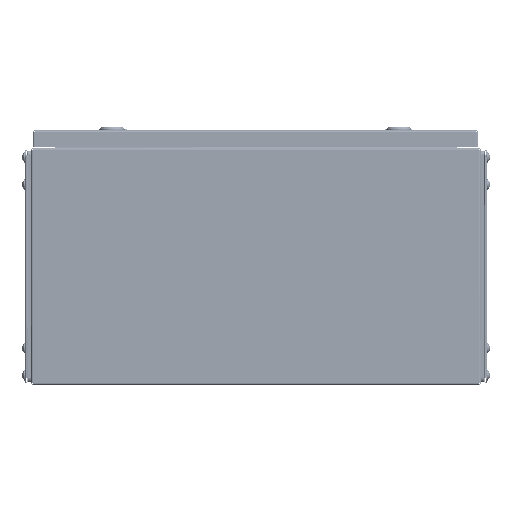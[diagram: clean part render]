
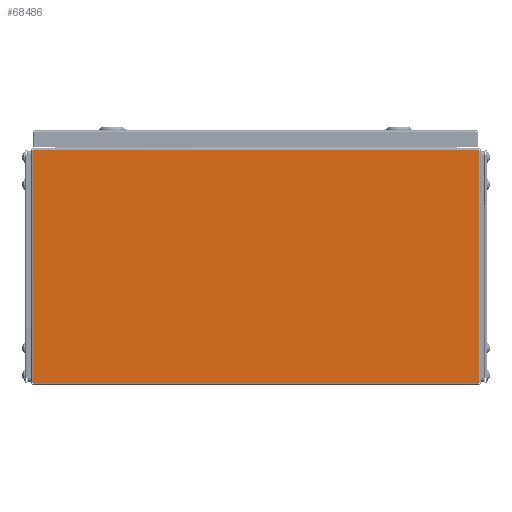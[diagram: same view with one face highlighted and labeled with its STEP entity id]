
A CAD part, left-side view. The second image highlights one B-rep face of the part: STEP entity #68486.
In plain terms, the highlighted planar face has unit normal (-1, 0, 0).
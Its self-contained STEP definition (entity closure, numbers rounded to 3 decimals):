
#1226 = CARTESIAN_POINT ( 'NONE',  ( -300., 245.5, 1. ) ) ;
#9580 = EDGE_CURVE ( 'NONE', #64494, #22921, #81335, .T. ) ;
#12885 = EDGE_CURVE ( 'NONE', #55077, #64494, #21027, .T. ) ;
#20275 = VECTOR ( 'NONE', #47460, 1000. ) ;
#21027 = LINE ( 'NONE', #48363, #20275 ) ;
#22921 = VERTEX_POINT ( 'NONE', #40918 ) ;
#28661 = ORIENTED_EDGE ( 'NONE', *, *, #36661, .F. ) ;
#34164 = VERTEX_POINT ( 'NONE', #54560 ) ;
#36661 = EDGE_CURVE ( 'NONE', #55077, #34164, #58614, .T. ) ;
#40220 = EDGE_LOOP ( 'NONE', ( #68826, #61884, #28661, #85550 ) ) ;
#40232 = DIRECTION ( 'NONE',  ( 0., 0., -1. ) ) ;
#40680 = PLANE ( 'NONE',  #78547 ) ;
#40918 = CARTESIAN_POINT ( 'NONE',  ( -300., 245.5, 257.5 ) ) ;
#47251 = CARTESIAN_POINT ( 'NONE',  ( -300., -245.5, 257.5 ) ) ;
#47460 = DIRECTION ( 'NONE',  ( 0., 0., 1. ) ) ;
#48363 = CARTESIAN_POINT ( 'NONE',  ( -300., -245.5, 0. ) ) ;
#49874 = DIRECTION ( 'NONE',  ( 0., 1., 0. ) ) ;
#53675 = FACE_OUTER_BOUND ( 'NONE', #40220, .T. ) ;
#54560 = CARTESIAN_POINT ( 'NONE',  ( -300., 245.5, 1. ) ) ;
#55077 = VERTEX_POINT ( 'NONE', #71683 ) ;
#55425 = VECTOR ( 'NONE', #81494, 1000. ) ;
#56491 = VECTOR ( 'NONE', #49874, 1000. ) ;
#58614 = LINE ( 'NONE', #1226, #55425 ) ;
#61737 = CARTESIAN_POINT ( 'NONE',  ( -300., 0., 0. ) ) ;
#61884 = ORIENTED_EDGE ( 'NONE', *, *, #76788, .T. ) ;
#63241 = VECTOR ( 'NONE', #67039, 1000. ) ;
#64494 = VERTEX_POINT ( 'NONE', #76869 ) ;
#67039 = DIRECTION ( 'NONE',  ( 0., 0., -1. ) ) ;
#68486 = ADVANCED_FACE ( 'NONE', ( #53675 ), #40680, .F. ) ;
#68826 = ORIENTED_EDGE ( 'NONE', *, *, #9580, .T. ) ;
#68928 = DIRECTION ( 'NONE',  ( 1., 0., 0. ) ) ;
#71683 = CARTESIAN_POINT ( 'NONE',  ( -300., -245.5, 1. ) ) ;
#73758 = LINE ( 'NONE', #74641, #63241 ) ;
#74641 = CARTESIAN_POINT ( 'NONE',  ( -300., 245.5, 0. ) ) ;
#76788 = EDGE_CURVE ( 'NONE', #22921, #34164, #73758, .T. ) ;
#76869 = CARTESIAN_POINT ( 'NONE',  ( -300., -245.5, 257.5 ) ) ;
#78547 = AXIS2_PLACEMENT_3D ( 'NONE', #61737, #68928, #40232 ) ;
#81335 = LINE ( 'NONE', #47251, #56491 ) ;
#81494 = DIRECTION ( 'NONE',  ( 0., 1., 0. ) ) ;
#85550 = ORIENTED_EDGE ( 'NONE', *, *, #12885, .T. ) ;
